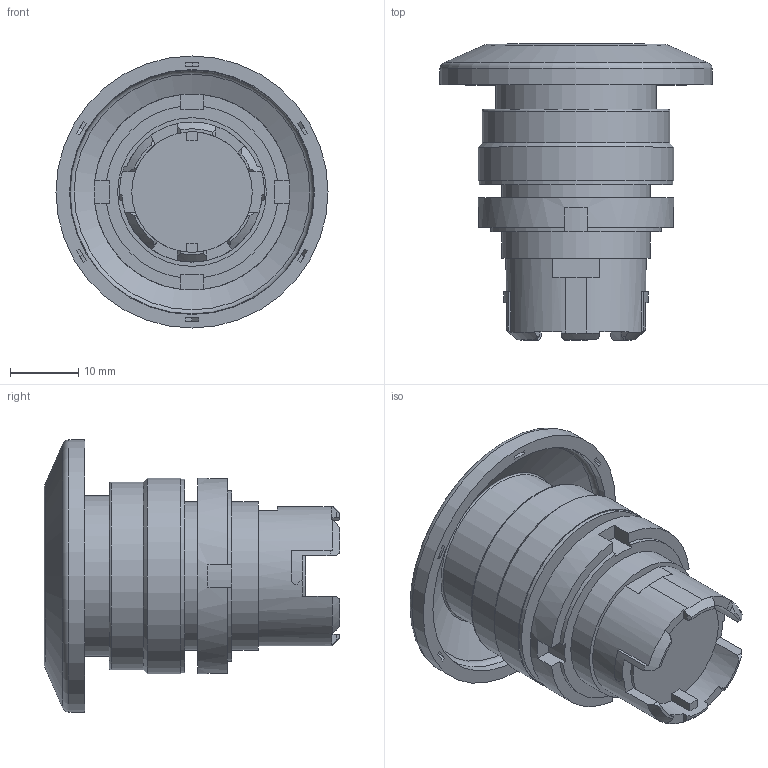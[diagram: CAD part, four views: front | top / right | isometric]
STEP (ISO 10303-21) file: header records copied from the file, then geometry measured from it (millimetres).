
FILE_DESCRIPTION( ( 'Unknown' ), '1' );
FILE_NAME( 'A204B-M4Ex-Solid3D-20180706.stp', 'Unknown', ( 'Unknown' ), ( 'Unknown' ), 'XStep 1.0', 'Unknown', ' ' );
FILE_SCHEMA( ( 'automotive_design' ) );
Length unit declared in the file: millimetre
Products named in the file (1): BA20LU16U4-A20L面框(U4)10.5mm_20140828
Bounding box: 40 x 43.49 x 40 mm (x, y, z)
Volume: 20941.3 mm3; surface area: 7558.6 mm2
Topology: 1 solids, 1 shells, 152 faces, 400 edges, 263 vertices
Faces by surface type: plane 110, cylinder 25, cone 10, torus 6, bspline 1
Full cylindrical faces by diameter (mm): 21.85 x2, 23.6 x1, 27.6 x1, 28.5 x1, 28.8 x2, 40 x1
Entity records: 5834 total; most frequent: CARTESIAN_POINT 888, DIRECTION 777, ORIENTED_EDGE 750, EDGE_CURVE 375, AXIS2_PLACEMENT_3D 275, VERTEX_POINT 258, LINE 227, VECTOR 227
